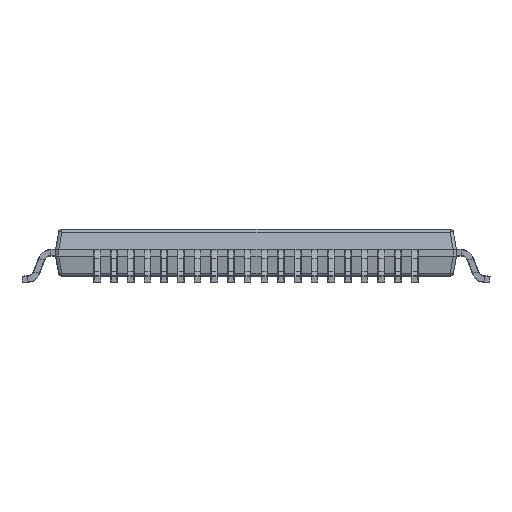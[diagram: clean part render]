
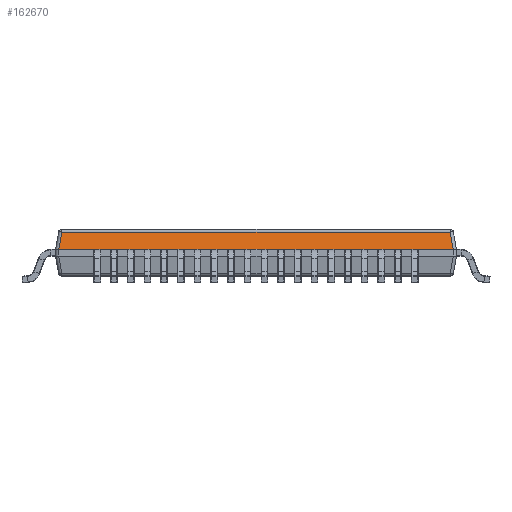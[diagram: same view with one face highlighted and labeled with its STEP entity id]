
A CAD part, front view. The second image highlights one B-rep face of the part: STEP entity #162670.
In plain terms, the highlighted planar face has unit normal (0, -0.985, 0.174).
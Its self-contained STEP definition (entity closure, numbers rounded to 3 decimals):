
#28 =( BOUNDED_CURVE ( )  B_SPLINE_CURVE ( 3, ( #189582, #37006, #174893, #97036 ),
 .UNSPECIFIED., .F., .F. ) 
 B_SPLINE_CURVE_WITH_KNOTS ( ( 4, 4 ),
 ( 6.268, 6.283 ),
 .UNSPECIFIED. ) 
 CURVE ( )  GEOMETRIC_REPRESENTATION_ITEM ( )  RATIONAL_B_SPLINE_CURVE ( ( 1., 1., 1., 1. ) ) 
 REPRESENTATION_ITEM ( '' )  );
#10992 = DIRECTION ( 'NONE',  ( -0.171, 0.171, 0.97 ) ) ;
#15237 = VERTEX_POINT ( 'NONE', #110212 ) ;
#17172 = DIRECTION ( 'NONE',  ( -0.171, -0.171, -0.97 ) ) ;
#17897 = PLANE ( 'NONE',  #126655 ) ;
#24834 = EDGE_LOOP ( 'NONE', ( #66572, #158075, #82341, #148635, #140008, #133680 ) ) ;
#26193 = DIRECTION ( 'NONE',  ( -1., 0., 0. ) ) ;
#26325 = VERTEX_POINT ( 'NONE', #54199 ) ;
#32768 = EDGE_CURVE ( 'NONE', #74344, #55437, #163332, .T. ) ;
#34566 = CARTESIAN_POINT ( 'NONE',  ( 0., -5.894, 1.45 ) ) ;
#35062 = EDGE_CURVE ( 'NONE', #55437, #112339, #54168, .T. ) ;
#37006 = CARTESIAN_POINT ( 'NONE',  ( -5.901, -6., 0.85 ) ) ;
#54168 = LINE ( 'NONE', #145853, #134049 ) ;
#54199 = CARTESIAN_POINT ( 'NONE',  ( -5.902, -6., 0.85 ) ) ;
#54554 = EDGE_CURVE ( 'NONE', #74344, #15237, #67469, .T. ) ;
#55437 = VERTEX_POINT ( 'NONE', #172047 ) ;
#60200 = CARTESIAN_POINT ( 'NONE',  ( 5.902, -6., 0.85 ) ) ;
#66572 = ORIENTED_EDGE ( 'NONE', *, *, #54554, .F. ) ;
#67469 = LINE ( 'NONE', #145357, #115900 ) ;
#74344 = VERTEX_POINT ( 'NONE', #102458 ) ;
#75232 = CARTESIAN_POINT ( 'NONE',  ( -5.626, -5.725, 2.412 ) ) ;
#75959 = CARTESIAN_POINT ( 'NONE',  ( 5.901, -6., 0.85 ) ) ;
#77880 = DIRECTION ( 'NONE',  ( 0., -0.985, 0.174 ) ) ;
#82341 = ORIENTED_EDGE ( 'NONE', *, *, #35062, .T. ) ;
#91008 = LINE ( 'NONE', #75232, #187137 ) ;
#91549 = CARTESIAN_POINT ( 'NONE',  ( 5.81, -5.909, 1.367 ) ) ;
#91724 = CARTESIAN_POINT ( 'NONE',  ( 0., -5.909, 1.367 ) ) ;
#96308 = EDGE_CURVE ( 'NONE', #26325, #15237, #28, .T. ) ;
#97036 = CARTESIAN_POINT ( 'NONE',  ( -5.9, -6., 0.85 ) ) ;
#102458 = CARTESIAN_POINT ( 'NONE',  ( 5.9, -6., 0.85 ) ) ;
#110212 = CARTESIAN_POINT ( 'NONE',  ( -5.9, -6., 0.85 ) ) ;
#112339 = VERTEX_POINT ( 'NONE', #91549 ) ;
#115900 = VECTOR ( 'NONE', #26193, 1000. ) ;
#116640 = CARTESIAN_POINT ( 'NONE',  ( -5.81, -5.909, 1.367 ) ) ;
#123265 = CARTESIAN_POINT ( 'NONE',  ( 5.9, -6., 0.85 ) ) ;
#126655 = AXIS2_PLACEMENT_3D ( 'NONE', #34566, #77880, #154880 ) ;
#133104 = VERTEX_POINT ( 'NONE', #116640 ) ;
#133680 = ORIENTED_EDGE ( 'NONE', *, *, #96308, .T. ) ;
#134049 = VECTOR ( 'NONE', #10992, 1000. ) ;
#138127 = LINE ( 'NONE', #91724, #155928 ) ;
#140008 = ORIENTED_EDGE ( 'NONE', *, *, #157550, .T. ) ;
#145357 = CARTESIAN_POINT ( 'NONE',  ( -6., -6., 0.85 ) ) ;
#145853 = CARTESIAN_POINT ( 'NONE',  ( 5.626, -5.725, 2.412 ) ) ;
#148635 = ORIENTED_EDGE ( 'NONE', *, *, #171252, .T. ) ;
#151934 = CARTESIAN_POINT ( 'NONE',  ( 5.901, -6., 0.85 ) ) ;
#154880 = DIRECTION ( 'NONE',  ( -1., 0., 0. ) ) ;
#155928 = VECTOR ( 'NONE', #165734, 1000. ) ;
#157550 = EDGE_CURVE ( 'NONE', #133104, #26325, #91008, .T. ) ;
#158075 = ORIENTED_EDGE ( 'NONE', *, *, #32768, .T. ) ;
#162670 = ADVANCED_FACE ( 'NONE', ( #185201 ), #17897, .T. ) ;
#163332 =( BOUNDED_CURVE ( )  B_SPLINE_CURVE ( 3, ( #123265, #151934, #75959, #60200 ),
 .UNSPECIFIED., .F., .F. ) 
 B_SPLINE_CURVE_WITH_KNOTS ( ( 4, 4 ),
 ( 0., 0.015 ),
 .UNSPECIFIED. ) 
 CURVE ( )  GEOMETRIC_REPRESENTATION_ITEM ( )  RATIONAL_B_SPLINE_CURVE ( ( 1., 1., 1., 1. ) ) 
 REPRESENTATION_ITEM ( '' )  );
#165734 = DIRECTION ( 'NONE',  ( -1., 0., 0. ) ) ;
#171252 = EDGE_CURVE ( 'NONE', #112339, #133104, #138127, .T. ) ;
#172047 = CARTESIAN_POINT ( 'NONE',  ( 5.902, -6., 0.85 ) ) ;
#174893 = CARTESIAN_POINT ( 'NONE',  ( -5.901, -6., 0.85 ) ) ;
#185201 = FACE_OUTER_BOUND ( 'NONE', #24834, .T. ) ;
#187137 = VECTOR ( 'NONE', #17172, 1000. ) ;
#189582 = CARTESIAN_POINT ( 'NONE',  ( -5.902, -6., 0.85 ) ) ;
